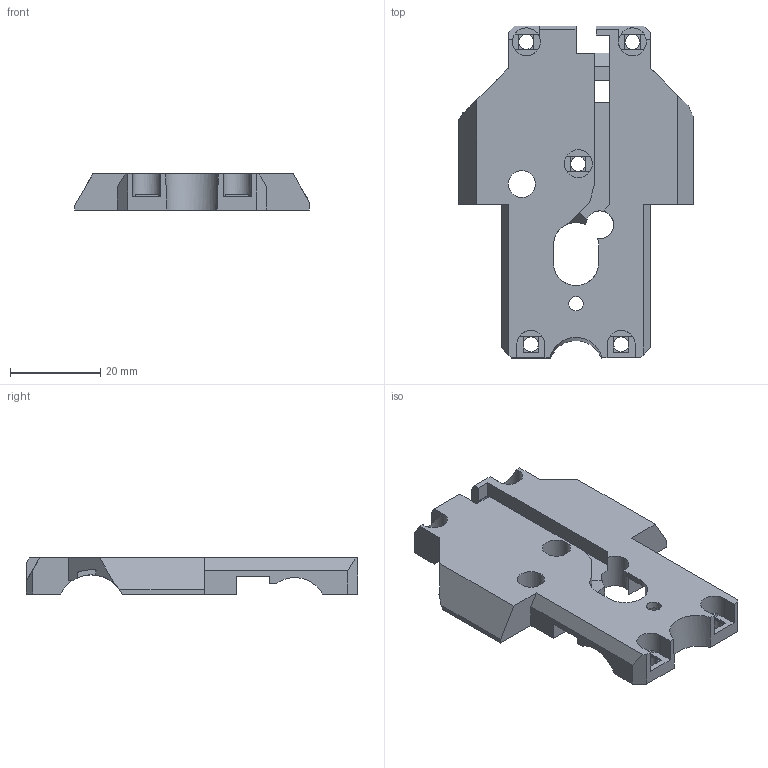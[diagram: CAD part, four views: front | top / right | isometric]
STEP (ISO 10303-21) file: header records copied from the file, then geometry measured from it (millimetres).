
FILE_DESCRIPTION(/* description */ (''),/* implementation_level */ '2;1');
FILE_NAME(/* name */ 'x-carriage-back_DissEd.step',/* time_stamp */ '2018-11-03T18:44:07+01:00',/* author */ (''),/* organization */ (''),/* preprocessor_version */ 'ST-DEVELOPER v17.2',/* originating_system */ 'Autodesk Translation Framework v7.6.0.251',/* authorisation */ '');
FILE_SCHEMA (('AUTOMOTIVE_DESIGN { 1 0 10303 214 3 1 1 }'));
Length unit declared in the file: millimetre
Products named in the file (1): x-carriage-back(R2) v1 (1)
Bounding box: 52 x 73.5 x 8 mm (x, y, z)
Volume: 14827.3 mm3; surface area: 8306.1 mm2
Topology: 1 solids, 1 shells, 348 faces, 1029 edges, 691 vertices
Faces by surface type: bspline 165, plane 158, cylinder 25
Full cylindrical faces by diameter (mm): 3.2 x1, 3.3 x5, 6 x1, 6.2 x3
Entity records: 13246 total; most frequent: CARTESIAN_POINT 4891, ORIENTED_EDGE 2058, DIRECTION 1178, EDGE_CURVE 1029, VERTEX_POINT 691, LINE 586, VECTOR 586, EDGE_LOOP 374
